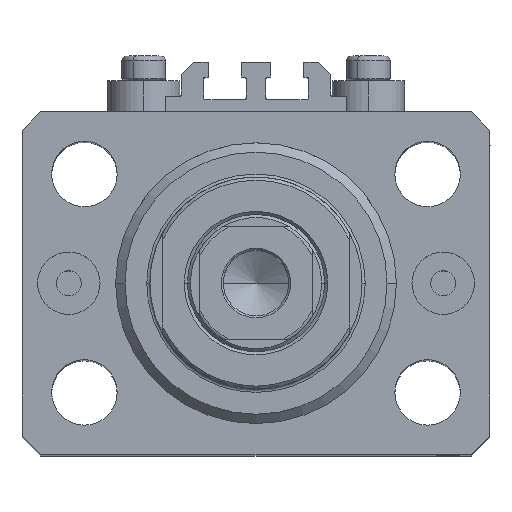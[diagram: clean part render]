
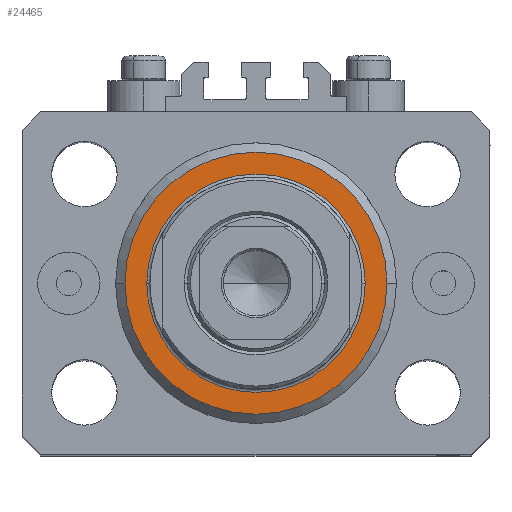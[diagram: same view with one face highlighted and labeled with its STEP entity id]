
A CAD part, top view. The second image highlights one B-rep face of the part: STEP entity #24465.
In plain terms, the highlighted face is planar.
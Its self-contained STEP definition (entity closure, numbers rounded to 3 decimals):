
#1282 = AXIS2_PLACEMENT_3D ( 'NONE', #26646, #8522, #15926 ) ;
#1327 = AXIS2_PLACEMENT_3D ( 'NONE', #3473, #10885, #46203 ) ;
#2691 = VERTEX_POINT ( 'NONE', #43011 ) ;
#3473 = CARTESIAN_POINT ( 'NONE',  ( 0., 0., 0. ) ) ;
#5411 = EDGE_CURVE ( 'NONE', #33538, #40551, #40173, .T. ) ;
#8522 = DIRECTION ( 'NONE',  ( 0., 0., -1. ) ) ;
#9509 = DIRECTION ( 'NONE',  ( 0., 0., 1. ) ) ;
#10885 = DIRECTION ( 'NONE',  ( 0., 0., 1. ) ) ;
#11196 = CIRCLE ( 'NONE', #1282, 21. ) ;
#14498 = ORIENTED_EDGE ( 'NONE', *, *, #32779, .T. ) ;
#15926 = DIRECTION ( 'NONE',  ( 1., 0., 0. ) ) ;
#16501 = CARTESIAN_POINT ( 'NONE',  ( 0., 0., 0. ) ) ;
#19921 = EDGE_LOOP ( 'NONE', ( #14498, #37932 ) ) ;
#19952 = CARTESIAN_POINT ( 'NONE',  ( -17.5, 0., 0. ) ) ;
#20071 = DIRECTION ( 'NONE',  ( 1., 0., 0. ) ) ;
#20526 = CARTESIAN_POINT ( 'NONE',  ( 0., 0., 0. ) ) ;
#21463 = CARTESIAN_POINT ( 'NONE',  ( 17.5, 0., 0. ) ) ;
#21827 = EDGE_LOOP ( 'NONE', ( #23115, #32616 ) ) ;
#22068 = EDGE_CURVE ( 'NONE', #40551, #33538, #34863, .T. ) ;
#22194 = VERTEX_POINT ( 'NONE', #22554 ) ;
#22554 = CARTESIAN_POINT ( 'NONE',  ( -21., 0., 0. ) ) ;
#22657 = AXIS2_PLACEMENT_3D ( 'NONE', #27636, #9509, #24532 ) ;
#22835 = AXIS2_PLACEMENT_3D ( 'NONE', #20526, #42687, #20071 ) ;
#23115 = ORIENTED_EDGE ( 'NONE', *, *, #5411, .T. ) ;
#23875 = DIRECTION ( 'NONE',  ( 0., 0., 1. ) ) ;
#24465 = ADVANCED_FACE ( 'NONE', ( #27224, #45600 ), #31264, .F. ) ;
#24532 = DIRECTION ( 'NONE',  ( 1., 0., 0. ) ) ;
#26646 = CARTESIAN_POINT ( 'NONE',  ( 0., 0., 0. ) ) ;
#27224 = FACE_BOUND ( 'NONE', #21827, .T. ) ;
#27460 = DIRECTION ( 'NONE',  ( 1., 0., 0. ) ) ;
#27636 = CARTESIAN_POINT ( 'NONE',  ( 0., 0., 0. ) ) ;
#30083 = AXIS2_PLACEMENT_3D ( 'NONE', #16501, #23875, #27460 ) ;
#31264 = PLANE ( 'NONE',  #30083 ) ;
#32616 = ORIENTED_EDGE ( 'NONE', *, *, #22068, .T. ) ;
#32779 = EDGE_CURVE ( 'NONE', #2691, #22194, #11196, .T. ) ;
#33538 = VERTEX_POINT ( 'NONE', #21463 ) ;
#34863 = CIRCLE ( 'NONE', #1327, 17.5 ) ;
#37932 = ORIENTED_EDGE ( 'NONE', *, *, #40937, .T. ) ;
#40173 = CIRCLE ( 'NONE', #22657, 17.5 ) ;
#40551 = VERTEX_POINT ( 'NONE', #19952 ) ;
#40937 = EDGE_CURVE ( 'NONE', #22194, #2691, #42647, .T. ) ;
#42647 = CIRCLE ( 'NONE', #22835, 21. ) ;
#42687 = DIRECTION ( 'NONE',  ( 0., 0., -1. ) ) ;
#43011 = CARTESIAN_POINT ( 'NONE',  ( 21., 0., 0. ) ) ;
#45600 = FACE_OUTER_BOUND ( 'NONE', #19921, .T. ) ;
#46203 = DIRECTION ( 'NONE',  ( 1., 0., 0. ) ) ;
